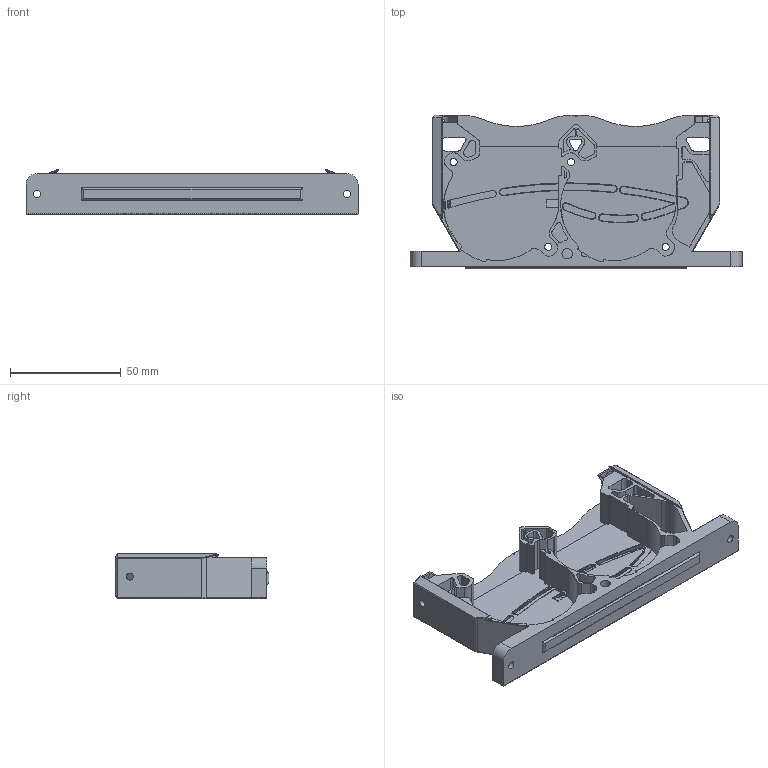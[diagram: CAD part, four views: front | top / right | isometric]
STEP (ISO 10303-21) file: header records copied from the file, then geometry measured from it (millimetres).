
FILE_DESCRIPTION(/* description */ (''),/* implementation_level */ '2;1');
FILE_NAME(/* name */ 'Duo_Plenum_backmount.step',/* time_stamp */ '2022-09-30T12:31:05-05:00',/* author */ ('ChainsDD'),/* organization */ (''),/* preprocessor_version */ 'ST-DEVELOPER v19',/* originating_system */ 'Autodesk Translation Framework v11.7.0.108',/* authorisation */ '');
FILE_SCHEMA (('AUTOMOTIVE_DESIGN { 1 0 10303 214 3 1 1 }'));
Length unit declared in the file: millimetre
Products named in the file (1): Duo_Plenum_backmount
Bounding box: 150 x 69.56 x 20.49 mm (x, y, z)
Volume: 51819.9 mm3; surface area: 38561.9 mm2
Topology: 1 solids, 2 shells, 654 faces, 1816 edges, 1175 vertices
Faces by surface type: plane 277, cylinder 245, bspline 73, torus 35, cone 22, sphere 2
Full cylindrical faces by diameter (mm): 1.5 x2, 3.2 x6, 3.4 x2, 4.7 x1, 5 x3, 6 x8, 6.2 x4, 6.5 x2
Entity records: 24278 total; most frequent: CARTESIAN_POINT 7427, ORIENTED_EDGE 3626, DIRECTION 3442, EDGE_CURVE 1813, AXIS2_PLACEMENT_3D 1232, VERTEX_POINT 1175, LINE 978, VECTOR 978
